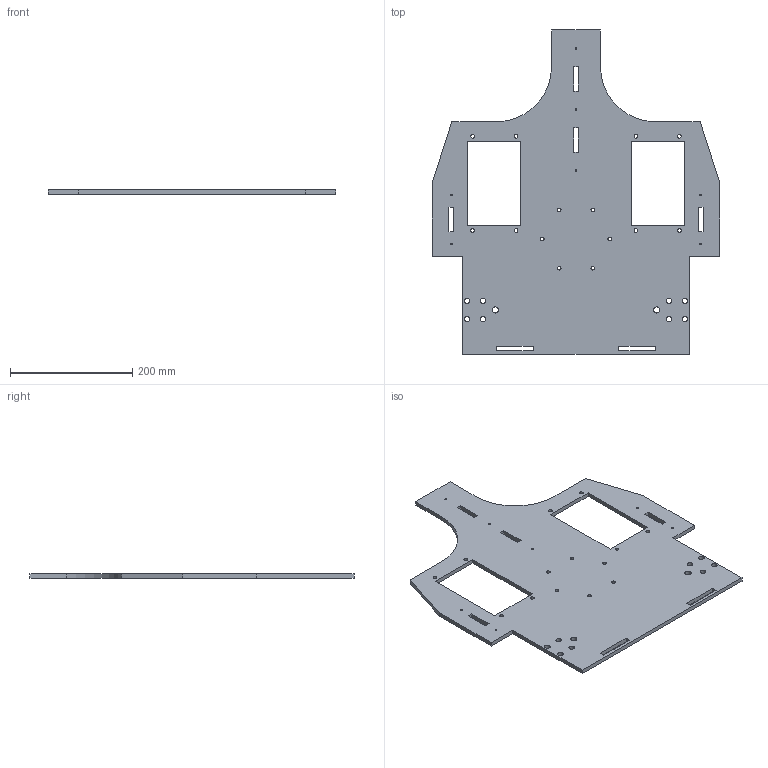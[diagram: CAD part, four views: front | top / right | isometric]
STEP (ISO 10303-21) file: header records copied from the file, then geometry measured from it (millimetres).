
FILE_DESCRIPTION((''),'2;1');
FILE_NAME('BE1','2017-05-22T',('salasloc'),(''),'CREO PARAMETRIC BY PTC INC, 2015080','CREO PARAMETRIC BY PTC INC, 2015080','');
FILE_SCHEMA(('CONFIG_CONTROL_DESIGN'));
Length unit declared in the file: millimetre
Products named in the file (1): BE1
Bounding box: 470 x 530 x 6.9 mm (x, y, z)
Volume: 1017841.2 mm3; surface area: 322927.5 mm2
Topology: 1 solids, 1 shells, 112 faces, 330 edges, 220 vertices
Faces by surface type: cylinder 64, plane 48
Entity records: 3976 total; most frequent: DIRECTION 682, CARTESIAN_POINT 662, ORIENTED_EDGE 660, EDGE_CURVE 330, AXIS2_PLACEMENT_3D 240, VERTEX_POINT 220, VECTOR 202, LINE 202
